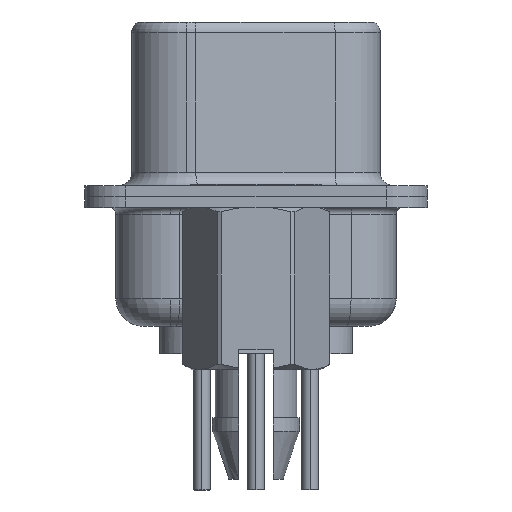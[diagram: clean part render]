
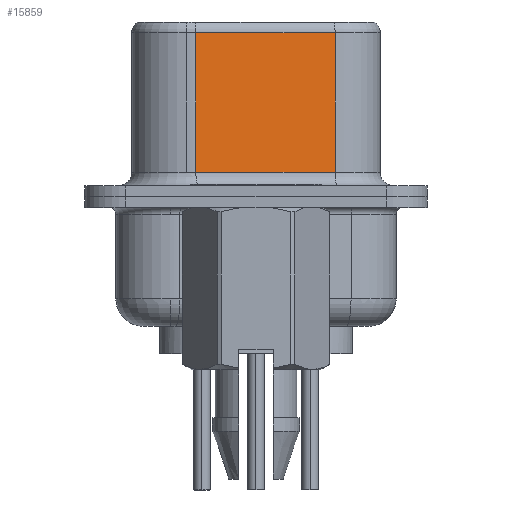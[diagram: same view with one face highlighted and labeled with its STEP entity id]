
A CAD part, left-side view. The second image highlights one B-rep face of the part: STEP entity #15859.
In plain terms, the highlighted planar face has unit normal (-0.985, -0.174, 0).
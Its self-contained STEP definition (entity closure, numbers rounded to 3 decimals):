
#608 = DIRECTION ( 'NONE',  ( -0.174, 0.985, 0. ) ) ;
#1491 = AXIS2_PLACEMENT_3D ( 'NONE', #17676, #1926, #2495 ) ;
#1926 = DIRECTION ( 'NONE',  ( 0.985, 0.174, 0. ) ) ;
#2495 = DIRECTION ( 'NONE',  ( -0.174, 0.985, 0. ) ) ;
#2727 = ORIENTED_EDGE ( 'NONE', *, *, #18997, .F. ) ;
#3048 = CARTESIAN_POINT ( 'NONE',  ( 4.515, -2.897, 6.5 ) ) ;
#3573 = VECTOR ( 'NONE', #4528, 1000. ) ;
#4513 = CARTESIAN_POINT ( 'NONE',  ( 4.515, -2.897, 6. ) ) ;
#4528 = DIRECTION ( 'NONE',  ( 0.174, -0.985, 0. ) ) ;
#4605 = EDGE_CURVE ( 'NONE', #20882, #9536, #24347, .T. ) ;
#5354 = CARTESIAN_POINT ( 'NONE',  ( 3.615, 2.203, 6. ) ) ;
#9536 = VERTEX_POINT ( 'NONE', #5354 ) ;
#9817 = CARTESIAN_POINT ( 'NONE',  ( 4.515, -2.897, 6. ) ) ;
#10712 = EDGE_CURVE ( 'NONE', #18717, #19661, #17123, .T. ) ;
#10779 = LINE ( 'NONE', #28293, #28622 ) ;
#12330 = CARTESIAN_POINT ( 'NONE',  ( 3.615, 2.203, 0.9 ) ) ;
#12798 = ORIENTED_EDGE ( 'NONE', *, *, #4605, .T. ) ;
#13186 = PLANE ( 'NONE',  #1491 ) ;
#13464 = FACE_OUTER_BOUND ( 'NONE', #15878, .T. ) ;
#13810 = ORIENTED_EDGE ( 'NONE', *, *, #25890, .T. ) ;
#13850 = VECTOR ( 'NONE', #18230, 1000. ) ;
#14955 = CARTESIAN_POINT ( 'NONE',  ( 4.515, -2.897, 0.9 ) ) ;
#15028 = VECTOR ( 'NONE', #608, 1000. ) ;
#15859 = ADVANCED_FACE ( 'NONE', ( #13464 ), #13186, .F. ) ;
#15878 = EDGE_LOOP ( 'NONE', ( #2727, #12798, #13810, #27126 ) ) ;
#16585 = CARTESIAN_POINT ( 'NONE',  ( 4.515, -2.897, 0.9 ) ) ;
#17123 = LINE ( 'NONE', #14955, #3573 ) ;
#17127 = DIRECTION ( 'NONE',  ( 0., 0., -1. ) ) ;
#17676 = CARTESIAN_POINT ( 'NONE',  ( 4.515, -2.897, 6.5 ) ) ;
#18230 = DIRECTION ( 'NONE',  ( 0., 0., -1. ) ) ;
#18717 = VERTEX_POINT ( 'NONE', #12330 ) ;
#18997 = EDGE_CURVE ( 'NONE', #20882, #19661, #20695, .T. ) ;
#19661 = VERTEX_POINT ( 'NONE', #16585 ) ;
#20695 = LINE ( 'NONE', #3048, #13850 ) ;
#20882 = VERTEX_POINT ( 'NONE', #9817 ) ;
#24347 = LINE ( 'NONE', #4513, #15028 ) ;
#25890 = EDGE_CURVE ( 'NONE', #9536, #18717, #10779, .T. ) ;
#27126 = ORIENTED_EDGE ( 'NONE', *, *, #10712, .T. ) ;
#28293 = CARTESIAN_POINT ( 'NONE',  ( 3.615, 2.203, 6.5 ) ) ;
#28622 = VECTOR ( 'NONE', #17127, 1000. ) ;
